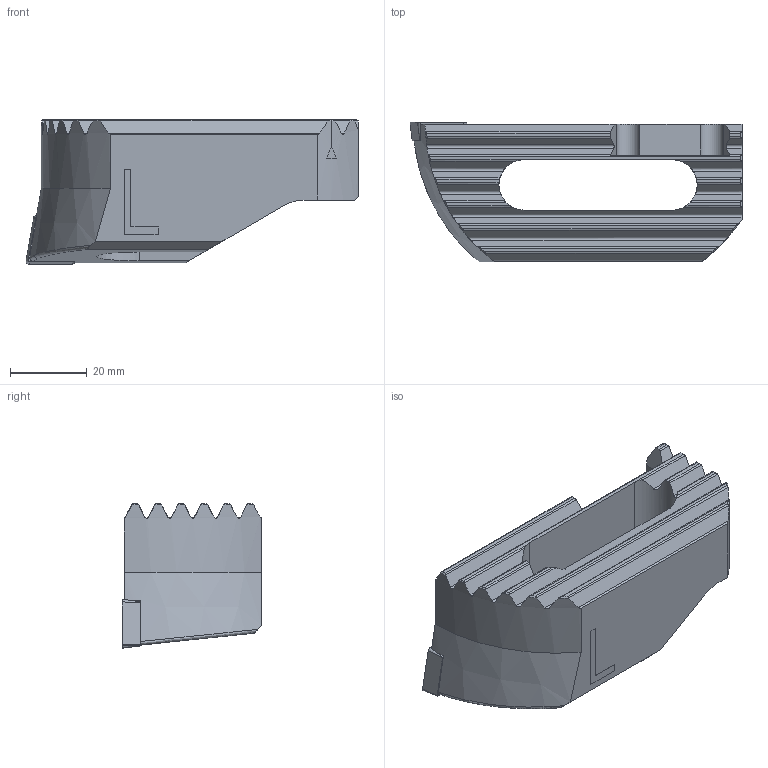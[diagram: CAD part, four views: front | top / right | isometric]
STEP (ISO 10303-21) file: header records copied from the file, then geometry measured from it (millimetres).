
FILE_DESCRIPTION(('no description'),'unknown implementation level');
FILE_NAME('FD9558C9-0CFE-4E4E-A26D-8B993C6E6155_export.stp',' ',('CIMSOURCE GmbH'),('CADClick - KiM GmbH - www.kimweb.de'),'unknown preprocess','ACIS','unknown authorization');
FILE_SCHEMA(('automotive_design'));
Length unit declared in the file: millimetre
Products named in the file (3): 639.472 Kaiser 98-126 SW98 CC12 L|654.991 Kaiser CCMT 120408 K20C;Kombinieren1; 639.472 Kaiser 98-126 SW98 CC12 L|694.150 Kaiser ETL M5 X 13,3 T20 IP 10S;Kreismuster1; 639.472 Kaiser 98-126 SW98 CC12 L|639.472 Kaiser 98-126 SW98 CC12 L;Linear austragen
Bounding box: 86.5 x 36.36 x 37.6 mm (x, y, z)
Volume: 50783.6 mm3; surface area: 16483.2 mm2
Topology: 3 solids, 3 shells, 207 faces, 564 edges, 365 vertices
Faces by surface type: plane 93, cylinder 74, cone 29, torus 10, bspline 1
Entity records: 14498 total; most frequent: CARTESIAN_POINT 2840, DIRECTION 1138, STYLED_ITEM 1137, PRESENTATION_STYLE_ASSIGNMENT 1137, COLOUR_RGB 1137, ORIENTED_EDGE 1124, EDGE_CURVE 562, CURVE_STYLE 562
